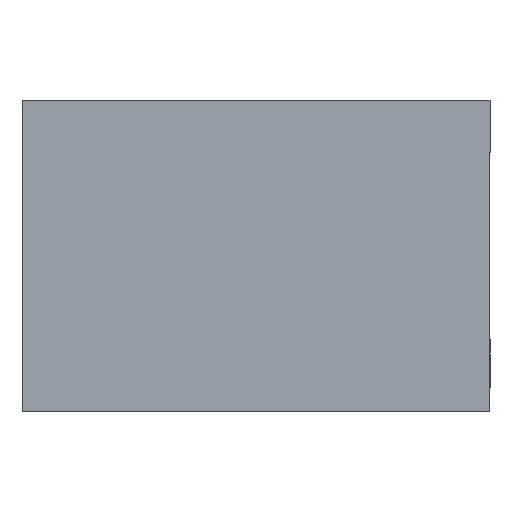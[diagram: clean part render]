
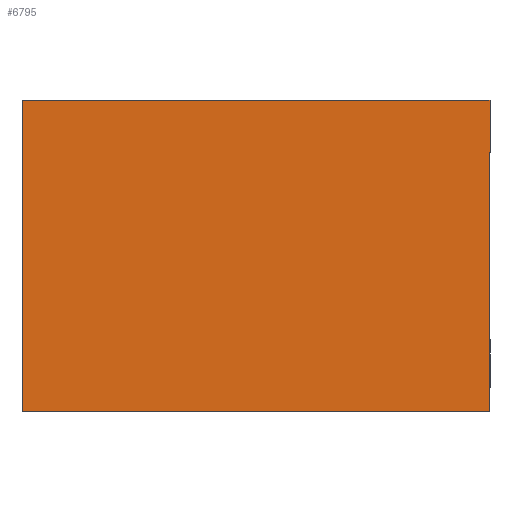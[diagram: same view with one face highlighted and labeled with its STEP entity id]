
A CAD part, front view. The second image highlights one B-rep face of the part: STEP entity #6795.
In plain terms, the highlighted planar face has unit normal (0, -1, 0).
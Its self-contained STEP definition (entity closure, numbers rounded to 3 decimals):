
#1514 = AXIS2_PLACEMENT_3D ( 'NONE', #9906, #2428, #14459 ) ;
#1607 = CARTESIAN_POINT ( 'NONE',  ( 3., 0., -2. ) ) ;
#2004 = CARTESIAN_POINT ( 'NONE',  ( 3., 0., -2. ) ) ;
#2204 = DIRECTION ( 'NONE',  ( 0., 0., -1. ) ) ;
#2428 = DIRECTION ( 'NONE',  ( 0., 1., 0. ) ) ;
#2453 = VECTOR ( 'NONE', #10491, 1000. ) ;
#2624 = LINE ( 'NONE', #4525, #2453 ) ;
#2663 = ORIENTED_EDGE ( 'NONE', *, *, #17875, .F. ) ;
#2710 = EDGE_LOOP ( 'NONE', ( #9135, #6494, #6709, #2663 ) ) ;
#2955 = EDGE_CURVE ( 'NONE', #4007, #17664, #7033, .T. ) ;
#3221 = EDGE_CURVE ( 'NONE', #14506, #6818, #16962, .T. ) ;
#4007 = VERTEX_POINT ( 'NONE', #18374 ) ;
#4036 = DIRECTION ( 'NONE',  ( 0., 0., 1. ) ) ;
#4391 = DIRECTION ( 'NONE',  ( 1., 0., 0. ) ) ;
#4525 = CARTESIAN_POINT ( 'NONE',  ( -3., 0., -2. ) ) ;
#6494 = ORIENTED_EDGE ( 'NONE', *, *, #7431, .F. ) ;
#6709 = ORIENTED_EDGE ( 'NONE', *, *, #2955, .F. ) ;
#6795 = ADVANCED_FACE ( 'NONE', ( #19363 ), #11360, .F. ) ;
#6818 = VERTEX_POINT ( 'NONE', #1607 ) ;
#7020 = VECTOR ( 'NONE', #2204, 1000. ) ;
#7033 = LINE ( 'NONE', #7210, #15891 ) ;
#7210 = CARTESIAN_POINT ( 'NONE',  ( -3., 0., -2. ) ) ;
#7431 = EDGE_CURVE ( 'NONE', #17664, #14506, #9058, .T. ) ;
#7595 = VECTOR ( 'NONE', #4391, 1000. ) ;
#9058 = LINE ( 'NONE', #11808, #7595 ) ;
#9135 = ORIENTED_EDGE ( 'NONE', *, *, #3221, .F. ) ;
#9906 = CARTESIAN_POINT ( 'NONE',  ( 0., 0., 0. ) ) ;
#10491 = DIRECTION ( 'NONE',  ( -1., 0., 0. ) ) ;
#11360 = PLANE ( 'NONE',  #1514 ) ;
#11808 = CARTESIAN_POINT ( 'NONE',  ( -3., 0., 2. ) ) ;
#14047 = CARTESIAN_POINT ( 'NONE',  ( -3., 0., 2. ) ) ;
#14459 = DIRECTION ( 'NONE',  ( 0., 0., 1. ) ) ;
#14506 = VERTEX_POINT ( 'NONE', #15816 ) ;
#15816 = CARTESIAN_POINT ( 'NONE',  ( 3., 0., 2. ) ) ;
#15891 = VECTOR ( 'NONE', #4036, 1000. ) ;
#16962 = LINE ( 'NONE', #2004, #7020 ) ;
#17664 = VERTEX_POINT ( 'NONE', #14047 ) ;
#17875 = EDGE_CURVE ( 'NONE', #6818, #4007, #2624, .T. ) ;
#18374 = CARTESIAN_POINT ( 'NONE',  ( -3., 0., -2. ) ) ;
#19363 = FACE_OUTER_BOUND ( 'NONE', #2710, .T. ) ;
